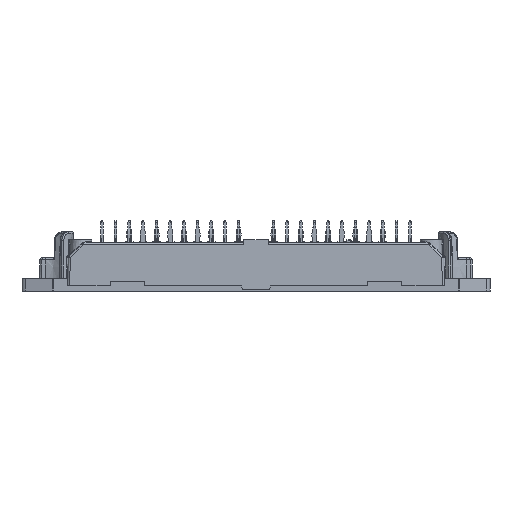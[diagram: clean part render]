
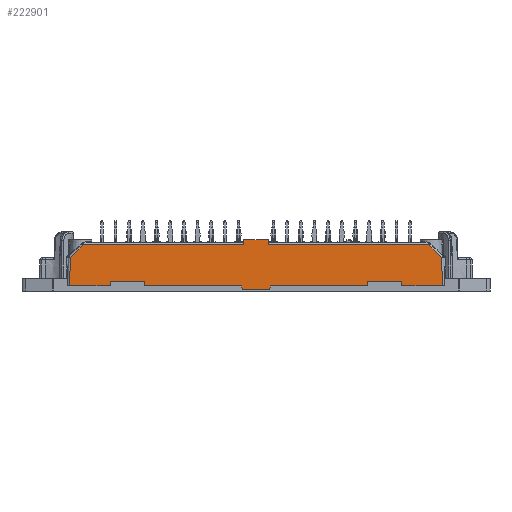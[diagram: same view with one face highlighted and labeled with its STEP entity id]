
A CAD part, front view. The second image highlights one B-rep face of the part: STEP entity #222901.
In plain terms, the highlighted planar face has unit normal (0, -1, 0.026).
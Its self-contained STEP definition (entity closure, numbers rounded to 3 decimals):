
#28557=ORIENTED_EDGE('',*,*,#70578,.F.);
#28558=ORIENTED_EDGE('',*,*,#70579,.T.);
#28559=ORIENTED_EDGE('',*,*,#70580,.F.);
#28560=ORIENTED_EDGE('',*,*,#70581,.T.);
#28561=ORIENTED_EDGE('',*,*,#70582,.T.);
#28562=ORIENTED_EDGE('',*,*,#68936,.F.);
#28563=ORIENTED_EDGE('',*,*,#68934,.T.);
#28564=ORIENTED_EDGE('',*,*,#70316,.F.);
#28565=ORIENTED_EDGE('',*,*,#68929,.T.);
#28566=ORIENTED_EDGE('',*,*,#70437,.T.);
#28567=ORIENTED_EDGE('',*,*,#68927,.T.);
#28568=ORIENTED_EDGE('',*,*,#68925,.T.);
#28569=ORIENTED_EDGE('',*,*,#70583,.T.);
#28570=ORIENTED_EDGE('',*,*,#70584,.F.);
#28571=ORIENTED_EDGE('',*,*,#70585,.T.);
#28572=ORIENTED_EDGE('',*,*,#70586,.T.);
#28573=ORIENTED_EDGE('',*,*,#70587,.T.);
#28574=ORIENTED_EDGE('',*,*,#68957,.F.);
#28575=ORIENTED_EDGE('',*,*,#68961,.T.);
#28576=ORIENTED_EDGE('',*,*,#68966,.F.);
#28577=ORIENTED_EDGE('',*,*,#68967,.F.);
#28578=ORIENTED_EDGE('',*,*,#68971,.T.);
#68925=EDGE_CURVE('',#87869,#88206,#107765,.T.);
#68927=EDGE_CURVE('',#88208,#87869,#107767,.T.);
#68929=EDGE_CURVE('',#88209,#88210,#107768,.F.);
#68934=EDGE_CURVE('',#87872,#88212,#107772,.F.);
#68936=EDGE_CURVE('',#87872,#88214,#107774,.T.);
#68957=EDGE_CURVE('',#88229,#88230,#107791,.F.);
#68961=EDGE_CURVE('',#88229,#88233,#107795,.T.);
#68966=EDGE_CURVE('',#88236,#88233,#107800,.F.);
#68967=EDGE_CURVE('',#88237,#88236,#107801,.T.);
#68971=EDGE_CURVE('',#88237,#88239,#107805,.F.);
#70316=EDGE_CURVE('',#88209,#88212,#108381,.T.);
#70437=EDGE_CURVE('',#88210,#88208,#108432,.T.);
#70578=EDGE_CURVE('',#89417,#88239,#108488,.F.);
#70579=EDGE_CURVE('',#89417,#89418,#108489,.F.);
#70580=EDGE_CURVE('',#89419,#89418,#108490,.F.);
#70581=EDGE_CURVE('',#89419,#89420,#108491,.F.);
#70582=EDGE_CURVE('',#89420,#88214,#108492,.F.);
#70583=EDGE_CURVE('',#88206,#89421,#108493,.F.);
#70584=EDGE_CURVE('',#89422,#89421,#108494,.F.);
#70585=EDGE_CURVE('',#89422,#89423,#108495,.F.);
#70586=EDGE_CURVE('',#89423,#89424,#108496,.F.);
#70587=EDGE_CURVE('',#89424,#88230,#108497,.F.);
#87869=VERTEX_POINT('',#310340);
#87872=VERTEX_POINT('',#310350);
#88206=VERTEX_POINT('',#314541);
#88208=VERTEX_POINT('',#314547);
#88209=VERTEX_POINT('',#314551);
#88210=VERTEX_POINT('',#314552);
#88212=VERTEX_POINT('',#314559);
#88214=VERTEX_POINT('',#314565);
#88229=VERTEX_POINT('',#314630);
#88230=VERTEX_POINT('',#314631);
#88233=VERTEX_POINT('',#314639);
#88236=VERTEX_POINT('',#314647);
#88237=VERTEX_POINT('',#314651);
#88239=VERTEX_POINT('',#314657);
#89417=VERTEX_POINT('',#319849);
#89418=VERTEX_POINT('',#319851);
#89419=VERTEX_POINT('',#319853);
#89420=VERTEX_POINT('',#319855);
#89421=VERTEX_POINT('',#319858);
#89422=VERTEX_POINT('',#319860);
#89423=VERTEX_POINT('',#319862);
#89424=VERTEX_POINT('',#319864);
#107765=LINE('',#314542,#126862);
#107767=LINE('',#314546,#126864);
#107768=LINE('',#314550,#126865);
#107772=LINE('',#314560,#126869);
#107774=LINE('',#314564,#126871);
#107791=LINE('',#314629,#126888);
#107795=LINE('',#314638,#126892);
#107800=LINE('',#314648,#126897);
#107801=LINE('',#314650,#126898);
#107805=LINE('',#314659,#126902);
#108381=LINE('',#318896,#127478);
#108432=LINE('',#319320,#127529);
#108488=LINE('',#319848,#127585);
#108489=LINE('',#319850,#127586);
#108490=LINE('',#319852,#127587);
#108491=LINE('',#319854,#127588);
#108492=LINE('',#319856,#127589);
#108493=LINE('',#319857,#127590);
#108494=LINE('',#319859,#127591);
#108495=LINE('',#319861,#127592);
#108496=LINE('',#319863,#127593);
#108497=LINE('',#319865,#127594);
#126862=VECTOR('',#261510,1000.);
#126864=VECTOR('',#261514,1000.);
#126865=VECTOR('',#261519,1000.);
#126869=VECTOR('',#261527,1000.);
#126871=VECTOR('',#261531,1000.);
#126888=VECTOR('',#261564,1000.);
#126892=VECTOR('',#261570,1000.);
#126897=VECTOR('',#261577,1000.);
#126898=VECTOR('',#261580,1000.);
#126902=VECTOR('',#261586,1000.);
#127478=VECTOR('',#263694,1000.);
#127529=VECTOR('',#263837,1000.);
#127585=VECTOR('',#264021,1000.);
#127586=VECTOR('',#264022,1000.);
#127587=VECTOR('',#264023,1000.);
#127588=VECTOR('',#264024,1000.);
#127589=VECTOR('',#264025,1000.);
#127590=VECTOR('',#264026,1000.);
#127591=VECTOR('',#264027,1000.);
#127592=VECTOR('',#264028,1000.);
#127593=VECTOR('',#264029,1000.);
#127594=VECTOR('',#264030,1000.);
#137989=EDGE_LOOP('',(#28557,#28558,#28559,#28560,#28561,#28562,#28563,
#28564,#28565,#28566,#28567,#28568,#28569,#28570,#28571,#28572,#28573,#28574,
#28575,#28576,#28577,#28578));
#147079=FACE_BOUND('',#137989,.T.);
#155625=PLANE('',#232266);
#222901=ADVANCED_FACE('',(#147079),#155625,.T.);
#232266=AXIS2_PLACEMENT_3D('',#319847,#264019,#264020);
#261510=DIRECTION('',(-0.707,-0.019,-0.707));
#261514=DIRECTION('',(-1.,0.,0.));
#261519=DIRECTION('',(1.,0.,0.));
#261527=DIRECTION('',(1.,0.,0.));
#261531=DIRECTION('',(0.707,-0.019,-0.707));
#261564=DIRECTION('',(1.,0.,0.));
#261570=DIRECTION('',(0.174,-0.026,-0.984));
#261577=DIRECTION('',(1.,0.,0.));
#261580=DIRECTION('',(-0.174,-0.026,-0.984));
#261586=DIRECTION('',(-1.,0.,0.));
#263694=DIRECTION('',(0.017,-0.026,-1.));
#263837=DIRECTION('',(-0.017,-0.026,-1.));
#264019=DIRECTION('',(0.,-1.,0.026));
#264020=DIRECTION('',(0.,-0.026,-1.));
#264021=DIRECTION('',(0.,0.026,1.));
#264022=DIRECTION('',(-1.,0.,0.));
#264023=DIRECTION('',(0.,-0.026,-1.));
#264024=DIRECTION('',(-1.,0.,0.));
#264025=DIRECTION('',(0.026,-0.026,-0.999));
#264026=DIRECTION('',(0.026,0.026,0.999));
#264027=DIRECTION('',(1.,0.,0.));
#264028=DIRECTION('',(0.,-0.026,-1.));
#264029=DIRECTION('',(-1.,0.,0.));
#264030=DIRECTION('',(0.,0.026,1.));
#310340=CARTESIAN_POINT('',(-40.443,-30.719,7.363));
#310350=CARTESIAN_POINT('',(40.443,-30.719,7.363));
#314541=CARTESIAN_POINT('',(-43.474,-30.798,4.332));
#314542=CARTESIAN_POINT('',(-23.298,-30.27,24.508));
#314546=CARTESIAN_POINT('',(0.,-30.719,7.363));
#314547=CARTESIAN_POINT('',(-2.845,-30.719,7.363));
#314550=CARTESIAN_POINT('',(0.,-30.689,8.5));
#314551=CARTESIAN_POINT('',(2.825,-30.689,8.5));
#314552=CARTESIAN_POINT('',(-2.825,-30.689,8.5));
#314559=CARTESIAN_POINT('',(2.845,-30.719,7.363));
#314560=CARTESIAN_POINT('',(0.,-30.719,7.363));
#314564=CARTESIAN_POINT('',(23.298,-30.27,24.508));
#314565=CARTESIAN_POINT('',(43.474,-30.798,4.332));
#314629=CARTESIAN_POINT('',(0.,-30.972,-2.3));
#314630=CARTESIAN_POINT('',(-3.359,-30.972,-2.3));
#314631=CARTESIAN_POINT('',(-26.147,-30.972,-2.3));
#314638=CARTESIAN_POINT('',(-3.861,-30.897,0.546));
#314639=CARTESIAN_POINT('',(-3.218,-30.993,-3.1));
#314647=CARTESIAN_POINT('',(3.218,-30.993,-3.1));
#314648=CARTESIAN_POINT('',(3.5,-30.993,-3.1));
#314650=CARTESIAN_POINT('',(3.861,-30.897,0.546));
#314651=CARTESIAN_POINT('',(3.359,-30.972,-2.3));
#314657=CARTESIAN_POINT('',(26.147,-30.972,-2.3));
#314659=CARTESIAN_POINT('',(0.,-30.972,-2.3));
#318896=CARTESIAN_POINT('',(2.849,-30.725,7.119));
#319320=CARTESIAN_POINT('',(-2.849,-30.725,7.119));
#319847=CARTESIAN_POINT('',(0.,-30.879,1.226));
#319848=CARTESIAN_POINT('',(26.147,-30.879,1.226));
#319849=CARTESIAN_POINT('',(26.147,-30.945,-1.3));
#319850=CARTESIAN_POINT('',(0.,-30.945,-1.3));
#319851=CARTESIAN_POINT('',(34.147,-30.945,-1.3));
#319852=CARTESIAN_POINT('',(34.147,-30.879,1.226));
#319853=CARTESIAN_POINT('',(34.147,-30.972,-2.3));
#319854=CARTESIAN_POINT('',(0.,-30.972,-2.3));
#319855=CARTESIAN_POINT('',(43.647,-30.972,-2.3));
#319856=CARTESIAN_POINT('',(43.525,-30.849,2.365));
#319857=CARTESIAN_POINT('',(-43.525,-30.849,2.365));
#319858=CARTESIAN_POINT('',(-43.647,-30.972,-2.3));
#319859=CARTESIAN_POINT('',(0.,-30.972,-2.3));
#319860=CARTESIAN_POINT('',(-34.147,-30.972,-2.3));
#319861=CARTESIAN_POINT('',(-34.147,-30.879,1.226));
#319862=CARTESIAN_POINT('',(-34.147,-30.945,-1.3));
#319863=CARTESIAN_POINT('',(0.,-30.945,-1.3));
#319864=CARTESIAN_POINT('',(-26.147,-30.945,-1.3));
#319865=CARTESIAN_POINT('',(-26.147,-30.879,1.226));
